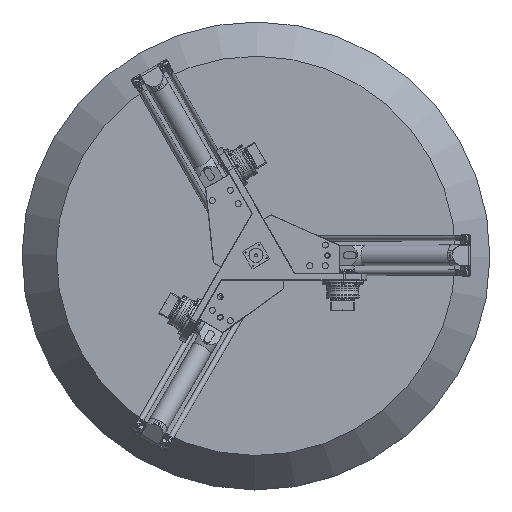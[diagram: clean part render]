
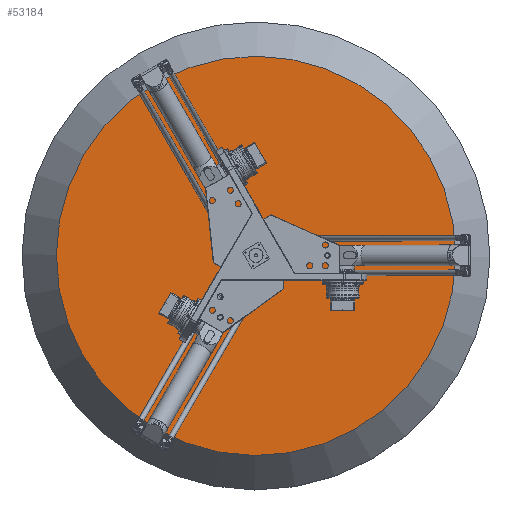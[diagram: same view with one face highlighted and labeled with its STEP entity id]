
A CAD part, top view. The second image highlights one B-rep face of the part: STEP entity #53184.
In plain terms, the highlighted face is planar.
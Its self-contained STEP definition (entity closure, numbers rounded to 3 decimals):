
#6178=CIRCLE('',#58438,576.);
#10085=FACE_OUTER_BOUND('',#13613,.T.);
#13613=EDGE_LOOP('',(#48591));
#26176=VERTEX_POINT('',#117263);
#33647=EDGE_CURVE('',#26176,#26176,#6178,.T.);
#48591=ORIENTED_EDGE('',*,*,#33647,.T.);
#50063=PLANE('',#58440);
#53184=ADVANCED_FACE('',(#10085),#50063,.T.);
#58438=AXIS2_PLACEMENT_3D('',#117264,#72353,#72354);
#58440=AXIS2_PLACEMENT_3D('',#117268,#72358,#72359);
#72353=DIRECTION('center_axis',(0.,1.,0.));
#72354=DIRECTION('ref_axis',(-1.,0.,0.));
#72358=DIRECTION('center_axis',(0.,1.,0.));
#72359=DIRECTION('ref_axis',(0.,0.,1.));
#117263=CARTESIAN_POINT('',(576.,237.5,0.));
#117264=CARTESIAN_POINT('Origin',(0.,237.5,0.));
#117268=CARTESIAN_POINT('Origin',(-288.,237.5,0.));
